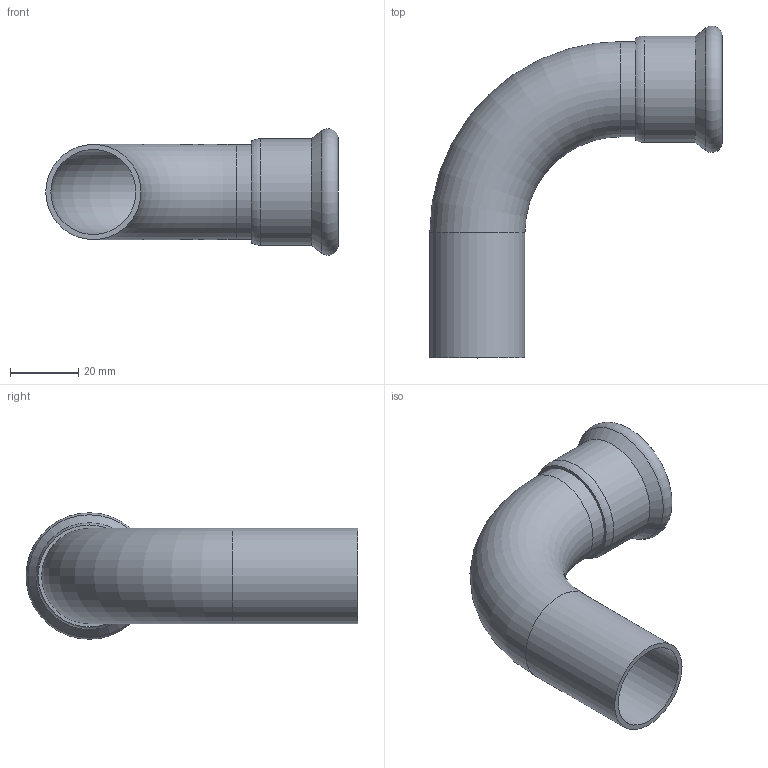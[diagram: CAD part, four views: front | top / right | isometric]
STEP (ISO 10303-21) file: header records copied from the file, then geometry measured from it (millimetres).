
FILE_DESCRIPTION(/* description */ (''),/* implementation_level */ '2;1');
FILE_NAME(/* name */ '34010.stp',/* time_stamp */ '2014-04-01T20:25:09+02:00',/* author */ ('bruh'),/* organization */ (''),/* preprocessor_version */ 'ST-DEVELOPER v15.2',/* originating_system */ 'Autodesk Inventor 2014',/* authorisation */ '');
FILE_SCHEMA (('AUTOMOTIVE_DESIGN { 1 0 10303 214 3 1 1 }'));
Length unit declared in the file: millimetre
Products named in the file (4): 430305; 900024; 34010
Bounding box: 86 x 97.6 x 37.2 mm (x, y, z)
Volume: 17955.6 mm3; surface area: 24390 mm2
Topology: 2 solids, 2 shells, 28 faces, 54 edges, 32 vertices
Faces by surface type: plane 9, cylinder 9, torus 6, cone 4
Full cylindrical faces by diameter (mm): 25 x2, 27 x1, 28 x2, 28.2 x1, 28.8 x1, 31.3 x1
Entity records: 705 total; most frequent: DIRECTION 132, CARTESIAN_POINT 101, ORIENTED_EDGE 70, AXIS2_PLACEMENT_3D 62, EDGE_LOOP 52, EDGE_CURVE 35, VERTEX_POINT 31, ADVANCED_FACE 28
